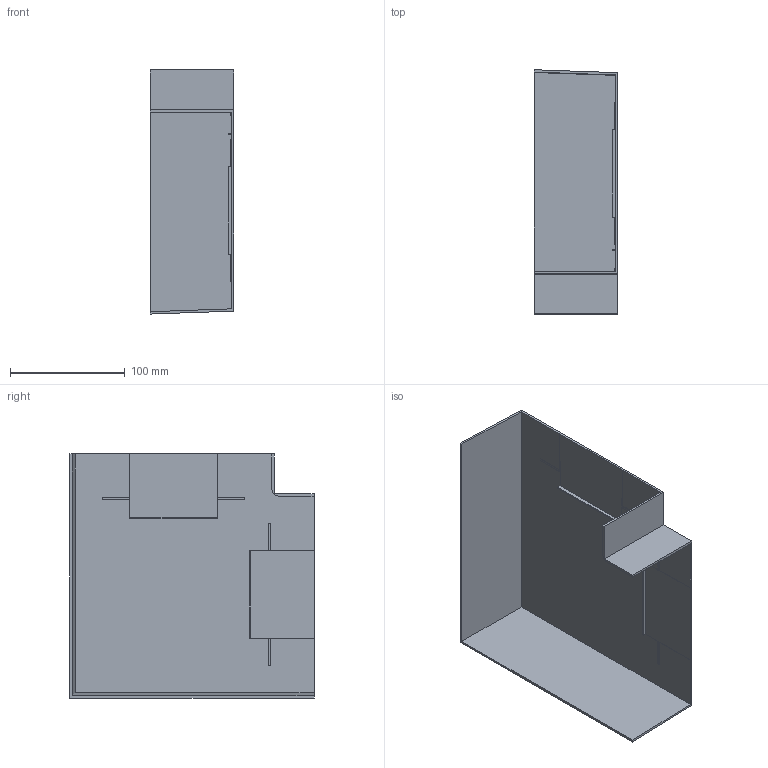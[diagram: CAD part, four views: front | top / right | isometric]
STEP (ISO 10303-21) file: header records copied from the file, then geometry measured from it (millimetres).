
FILE_DESCRIPTION (( 'STEP AP214' ), '1' );
FILE_NAME ('6274620.stp', '2016-05-09T13:29:50', ( '' ), ( '' ), 'SwSTEP 2.0', 'SolidWorks 2014', '' );
FILE_SCHEMA (( 'AUTOMOTIVE_DESIGN' ));
Length unit declared in the file: millimetre
Products named in the file (2): 6274620; 034379_Standard
Assembly tree (1 placements, depth 2):
  6274620
    034379_Standard
Bounding box: 73 x 212.55 x 212.55 mm (x, y, z)
Volume: 157105.8 mm3; surface area: 158907 mm2
Topology: 1 solids, 1 shells, 47 faces, 131 edges, 86 vertices
Faces by surface type: plane 46, cylinder 1
Entity records: 1717 total; most frequent: CARTESIAN_POINT 268, ORIENTED_EDGE 262, DIRECTION 235, EDGE_CURVE 131, LINE 129, VECTOR 129, VERTEX_POINT 86, AXIS2_PLACEMENT_3D 53
